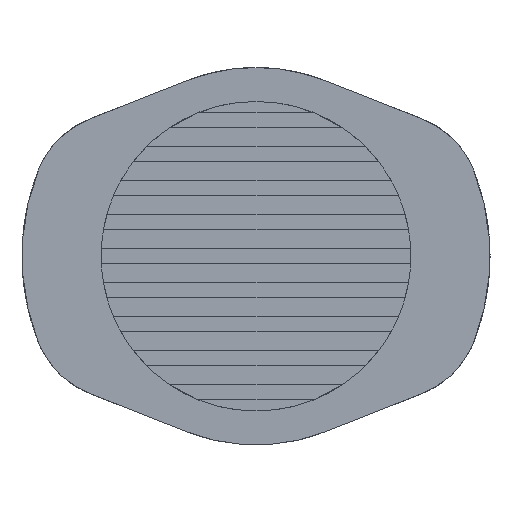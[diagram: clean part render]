
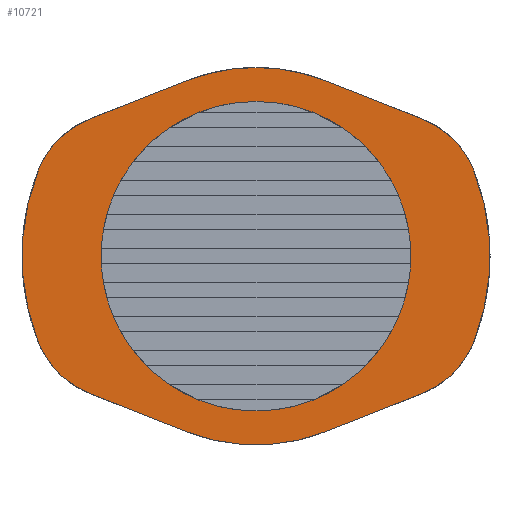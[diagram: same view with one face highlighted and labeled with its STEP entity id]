
A CAD part, left-side view. The second image highlights one B-rep face of the part: STEP entity #10721.
In plain terms, the highlighted planar face has unit normal (-1, 0, 0).
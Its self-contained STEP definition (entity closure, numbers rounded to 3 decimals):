
#9 = DIRECTION ( 'NONE',  ( -1., 0., 0. ) ) ;
#1042 = CARTESIAN_POINT ( 'NONE',  ( 0., 4.592, -11.626 ) ) ;
#1940 = VECTOR ( 'NONE', #16013, 1000. ) ;
#2063 = CIRCLE ( 'NONE', #24939, 6. ) ;
#2437 = CARTESIAN_POINT ( 'NONE',  ( 0., 0., 0. ) ) ;
#2700 = FACE_BOUND ( 'NONE', #22226, .T. ) ;
#2712 = ORIENTED_EDGE ( 'NONE', *, *, #10044, .T. ) ;
#3124 = FACE_OUTER_BOUND ( 'NONE', #16811, .T. ) ;
#3139 = CIRCLE ( 'NONE', #27677, 9.5 ) ;
#3411 = DIRECTION ( 'NONE',  ( -1., 0., 0. ) ) ;
#3545 = EDGE_CURVE ( 'NONE', #30513, #32598, #5348, .T. ) ;
#3572 = DIRECTION ( 'NONE',  ( 0., 0., 1. ) ) ;
#3735 = DIRECTION ( 'NONE',  ( -1., 0., 0. ) ) ;
#4419 = VERTEX_POINT ( 'NONE', #19165 ) ;
#4479 = CARTESIAN_POINT ( 'NONE',  ( 0., -8.832, -3.5 ) ) ;
#4618 = AXIS2_PLACEMENT_3D ( 'NONE', #8514, #5861, #25258 ) ;
#4652 = CARTESIAN_POINT ( 'NONE',  ( 0., 0., 0. ) ) ;
#4902 = EDGE_CURVE ( 'NONE', #29637, #28294, #3139, .T. ) ;
#5007 = DIRECTION ( 'NONE',  ( 1., 0., 0. ) ) ;
#5279 = CARTESIAN_POINT ( 'NONE',  ( 0., 11.036, -9.08 ) ) ;
#5348 = CIRCLE ( 'NONE', #8755, 15.5 ) ;
#5356 = CARTESIAN_POINT ( 'NONE',  ( 0., 0., 0. ) ) ;
#5752 = VECTOR ( 'NONE', #24638, 1000. ) ;
#5761 = EDGE_CURVE ( 'NONE', #28294, #29637, #36031, .T. ) ;
#5861 = DIRECTION ( 'NONE',  ( -1., 0., 0. ) ) ;
#6377 = DIRECTION ( 'NONE',  ( -1., 0., 0. ) ) ;
#6495 = CARTESIAN_POINT ( 'NONE',  ( 0., -11.036, 9.08 ) ) ;
#6530 = VECTOR ( 'NONE', #7769, 1000. ) ;
#6920 = EDGE_CURVE ( 'NONE', #26806, #21495, #7387, .T. ) ;
#7242 = DIRECTION ( 'NONE',  ( 0., 0., 1. ) ) ;
#7275 = ORIENTED_EDGE ( 'NONE', *, *, #29207, .T. ) ;
#7387 = LINE ( 'NONE', #27064, #6530 ) ;
#7769 = DIRECTION ( 'NONE',  ( 0., -0.93, -0.367 ) ) ;
#8083 = CARTESIAN_POINT ( 'NONE',  ( 0., 0., -9.5 ) ) ;
#8269 = VERTEX_POINT ( 'NONE', #35670 ) ;
#8514 = CARTESIAN_POINT ( 'NONE',  ( 0., 0., 0. ) ) ;
#8755 = AXIS2_PLACEMENT_3D ( 'NONE', #2437, #13495, #18976 ) ;
#8847 = DIRECTION ( 'NONE',  ( 0., 0., 1. ) ) ;
#9234 = CARTESIAN_POINT ( 'NONE',  ( 0., -14.41, 5.711 ) ) ;
#10044 = EDGE_CURVE ( 'NONE', #31893, #4419, #10491, .T. ) ;
#10190 = DIRECTION ( 'NONE',  ( 1., 0., 0. ) ) ;
#10491 = LINE ( 'NONE', #24525, #5752 ) ;
#10516 = CARTESIAN_POINT ( 'NONE',  ( 0., 4.592, 11.626 ) ) ;
#10721 = ADVANCED_FACE ( 'NONE', ( #2700, #3124 ), #25275, .T. ) ;
#11118 = VERTEX_POINT ( 'NONE', #31172 ) ;
#12395 = AXIS2_PLACEMENT_3D ( 'NONE', #4652, #10190, #31944 ) ;
#12583 = CARTESIAN_POINT ( 'NONE',  ( 0., -11.036, -9.08 ) ) ;
#13120 = ORIENTED_EDGE ( 'NONE', *, *, #23191, .T. ) ;
#13372 = EDGE_CURVE ( 'NONE', #21495, #8269, #26351, .T. ) ;
#13393 = ORIENTED_EDGE ( 'NONE', *, *, #4902, .T. ) ;
#13424 = EDGE_CURVE ( 'NONE', #29124, #31893, #2063, .T. ) ;
#13495 = DIRECTION ( 'NONE',  ( 1., 0., 0. ) ) ;
#14050 = EDGE_CURVE ( 'NONE', #29124, #34294, #15488, .T. ) ;
#14145 = AXIS2_PLACEMENT_3D ( 'NONE', #4479, #18692, #7242 ) ;
#14386 = CARTESIAN_POINT ( 'NONE',  ( 0., 9.5, 0. ) ) ;
#14836 = AXIS2_PLACEMENT_3D ( 'NONE', #28288, #9, #16817 ) ;
#15488 = CIRCLE ( 'NONE', #12395, 15.5 ) ;
#15892 = EDGE_CURVE ( 'NONE', #8269, #19336, #25361, .T. ) ;
#16013 = DIRECTION ( 'NONE',  ( 0., 0.93, -0.367 ) ) ;
#16074 = VERTEX_POINT ( 'NONE', #31724 ) ;
#16254 = EDGE_CURVE ( 'NONE', #30513, #26806, #17159, .T. ) ;
#16561 = DIRECTION ( 'NONE',  ( 1., 0., 0. ) ) ;
#16715 = CIRCLE ( 'NONE', #35823, 12.5 ) ;
#16811 = EDGE_LOOP ( 'NONE', ( #25303, #18689, #19727, #34868, #2712, #7275, #24649, #25318, #13120, #24728, #20934, #35928, #26208 ) ) ;
#16817 = DIRECTION ( 'NONE',  ( 0., 0., -1. ) ) ;
#17130 = EDGE_CURVE ( 'NONE', #19336, #34294, #32635, .T. ) ;
#17159 = CIRCLE ( 'NONE', #14836, 6. ) ;
#18031 = EDGE_CURVE ( 'NONE', #16074, #21224, #20902, .T. ) ;
#18689 = ORIENTED_EDGE ( 'NONE', *, *, #17130, .T. ) ;
#18692 = DIRECTION ( 'NONE',  ( -1., 0., 0. ) ) ;
#18976 = DIRECTION ( 'NONE',  ( 0., 0., -1. ) ) ;
#19165 = CARTESIAN_POINT ( 'NONE',  ( 0., -4.592, 11.626 ) ) ;
#19336 = VERTEX_POINT ( 'NONE', #12583 ) ;
#19727 = ORIENTED_EDGE ( 'NONE', *, *, #14050, .F. ) ;
#19769 = VECTOR ( 'NONE', #23118, 1000. ) ;
#20104 = CARTESIAN_POINT ( 'NONE',  ( 0., 0., 9.5 ) ) ;
#20362 = CARTESIAN_POINT ( 'NONE',  ( 0., -8.832, 3.5 ) ) ;
#20485 = DIRECTION ( 'NONE',  ( 0., 0., -1. ) ) ;
#20728 = AXIS2_PLACEMENT_3D ( 'NONE', #14386, #33783, #3572 ) ;
#20890 = AXIS2_PLACEMENT_3D ( 'NONE', #5356, #5007, #27661 ) ;
#20902 = CIRCLE ( 'NONE', #4618, 12.5 ) ;
#20934 = ORIENTED_EDGE ( 'NONE', *, *, #16254, .T. ) ;
#21224 = VERTEX_POINT ( 'NONE', #10516 ) ;
#21495 = VERTEX_POINT ( 'NONE', #1042 ) ;
#21704 = CARTESIAN_POINT ( 'NONE',  ( 0., 4.592, 11.626 ) ) ;
#21731 = AXIS2_PLACEMENT_3D ( 'NONE', #34523, #6377, #22891 ) ;
#22010 = DIRECTION ( 'NONE',  ( 0., 0., -1. ) ) ;
#22226 = EDGE_LOOP ( 'NONE', ( #13393, #31432 ) ) ;
#22795 = CIRCLE ( 'NONE', #30851, 6. ) ;
#22796 = CARTESIAN_POINT ( 'NONE',  ( 0., 8.832, 3.5 ) ) ;
#22891 = DIRECTION ( 'NONE',  ( 0., 0., 1. ) ) ;
#23118 = DIRECTION ( 'NONE',  ( 0., -0.93, 0.367 ) ) ;
#23191 = EDGE_CURVE ( 'NONE', #11118, #32598, #22795, .T. ) ;
#23618 = EDGE_CURVE ( 'NONE', #21224, #11118, #24945, .T. ) ;
#24525 = CARTESIAN_POINT ( 'NONE',  ( 0., -4.592, 11.626 ) ) ;
#24638 = DIRECTION ( 'NONE',  ( 0., 0.93, 0.367 ) ) ;
#24649 = ORIENTED_EDGE ( 'NONE', *, *, #18031, .T. ) ;
#24728 = ORIENTED_EDGE ( 'NONE', *, *, #3545, .F. ) ;
#24939 = AXIS2_PLACEMENT_3D ( 'NONE', #20362, #3735, #20485 ) ;
#24945 = LINE ( 'NONE', #21704, #1940 ) ;
#25258 = DIRECTION ( 'NONE',  ( 0., 0., 1. ) ) ;
#25275 = PLANE ( 'NONE',  #20728 ) ;
#25303 = ORIENTED_EDGE ( 'NONE', *, *, #15892, .T. ) ;
#25318 = ORIENTED_EDGE ( 'NONE', *, *, #23618, .T. ) ;
#25361 = LINE ( 'NONE', #31233, #19769 ) ;
#26208 = ORIENTED_EDGE ( 'NONE', *, *, #13372, .T. ) ;
#26351 = CIRCLE ( 'NONE', #21731, 12.5 ) ;
#26806 = VERTEX_POINT ( 'NONE', #5279 ) ;
#27064 = CARTESIAN_POINT ( 'NONE',  ( 0., 4.592, -11.626 ) ) ;
#27307 = CARTESIAN_POINT ( 'NONE',  ( 0., 0., 0. ) ) ;
#27661 = DIRECTION ( 'NONE',  ( 0., 0., -1. ) ) ;
#27677 = AXIS2_PLACEMENT_3D ( 'NONE', #27307, #16561, #22010 ) ;
#28093 = CARTESIAN_POINT ( 'NONE',  ( 0., 14.41, -5.711 ) ) ;
#28288 = CARTESIAN_POINT ( 'NONE',  ( 0., 8.832, -3.5 ) ) ;
#28294 = VERTEX_POINT ( 'NONE', #20104 ) ;
#29124 = VERTEX_POINT ( 'NONE', #9234 ) ;
#29207 = EDGE_CURVE ( 'NONE', #4419, #16074, #16715, .T. ) ;
#29637 = VERTEX_POINT ( 'NONE', #8083 ) ;
#30513 = VERTEX_POINT ( 'NONE', #28093 ) ;
#30851 = AXIS2_PLACEMENT_3D ( 'NONE', #22796, #31279, #31043 ) ;
#30879 = CARTESIAN_POINT ( 'NONE',  ( 0., 14.41, 5.711 ) ) ;
#31043 = DIRECTION ( 'NONE',  ( 0., 0., 1. ) ) ;
#31055 = CARTESIAN_POINT ( 'NONE',  ( 0., 0., 0. ) ) ;
#31172 = CARTESIAN_POINT ( 'NONE',  ( 0., 11.036, 9.08 ) ) ;
#31233 = CARTESIAN_POINT ( 'NONE',  ( 0., -4.592, -11.626 ) ) ;
#31279 = DIRECTION ( 'NONE',  ( -1., 0., 0. ) ) ;
#31432 = ORIENTED_EDGE ( 'NONE', *, *, #5761, .T. ) ;
#31724 = CARTESIAN_POINT ( 'NONE',  ( 0., 0., 12.5 ) ) ;
#31893 = VERTEX_POINT ( 'NONE', #6495 ) ;
#31944 = DIRECTION ( 'NONE',  ( 0., 0., -1. ) ) ;
#32294 = CARTESIAN_POINT ( 'NONE',  ( 0., -14.41, -5.711 ) ) ;
#32598 = VERTEX_POINT ( 'NONE', #30879 ) ;
#32635 = CIRCLE ( 'NONE', #14145, 6. ) ;
#33783 = DIRECTION ( 'NONE',  ( -1., 0., 0. ) ) ;
#34294 = VERTEX_POINT ( 'NONE', #32294 ) ;
#34523 = CARTESIAN_POINT ( 'NONE',  ( 0., 0., 0. ) ) ;
#34868 = ORIENTED_EDGE ( 'NONE', *, *, #13424, .T. ) ;
#35670 = CARTESIAN_POINT ( 'NONE',  ( 0., -4.592, -11.626 ) ) ;
#35823 = AXIS2_PLACEMENT_3D ( 'NONE', #31055, #3411, #8847 ) ;
#35928 = ORIENTED_EDGE ( 'NONE', *, *, #6920, .T. ) ;
#36031 = CIRCLE ( 'NONE', #20890, 9.5 ) ;
